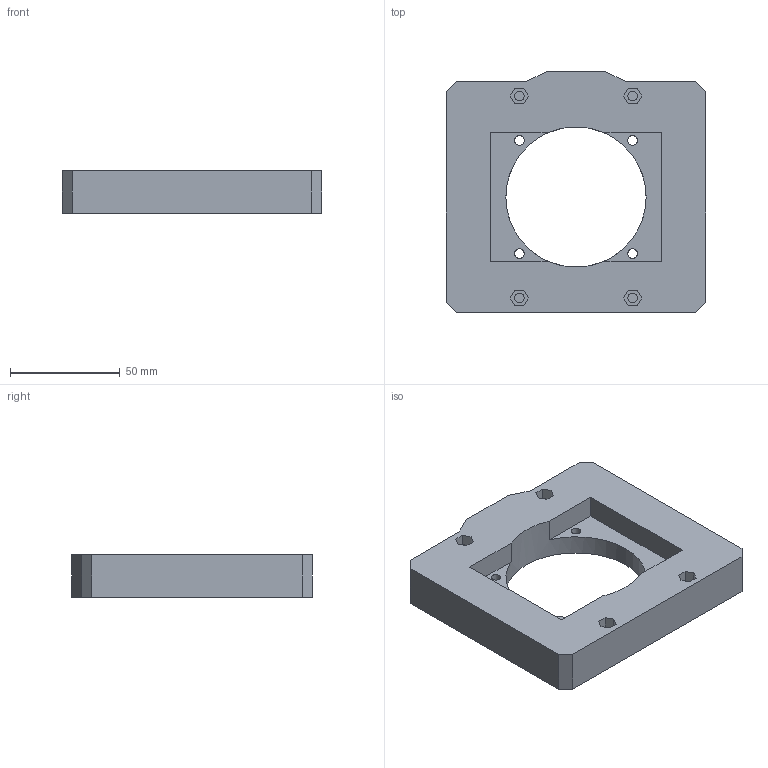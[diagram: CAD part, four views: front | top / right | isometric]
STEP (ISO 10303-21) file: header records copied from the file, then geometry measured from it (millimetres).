
FILE_DESCRIPTION(('FreeCAD Model'),'2;1');
FILE_NAME('Open CASCADE Shape Model','2025-10-31T20:38:08',(''),(''), 'Open CASCADE STEP processor 7.8','FreeCAD','Unknown');
FILE_SCHEMA(('AUTOMOTIVE_DESIGN { 1 0 10303 214 1 1 1 1 }'));
Length unit declared in the file: millimetre
Products named in the file (1): Chamfer003
Bounding box: 118.2 x 109.67 x 19.5 mm (x, y, z)
Volume: 164771.9 mm3; surface area: 33025.8 mm2
Topology: 1 solids, 1 shells, 63 faces, 159 edges, 106 vertices
Faces by surface type: plane 54, cylinder 9
Full cylindrical faces by diameter (mm): 4.3 x8, 64 x1
Entity records: 1917 total; most frequent: CARTESIAN_POINT 329, ORIENTED_EDGE 318, DIRECTION 309, EDGE_CURVE 159, LINE 137, VECTOR 137, VERTEX_POINT 106, AXIS2_PLACEMENT_3D 86
